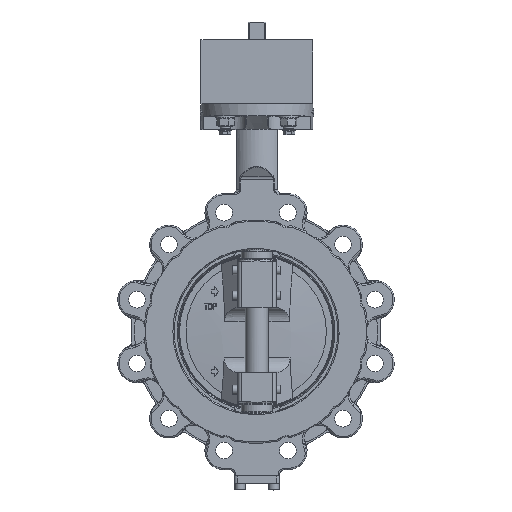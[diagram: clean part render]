
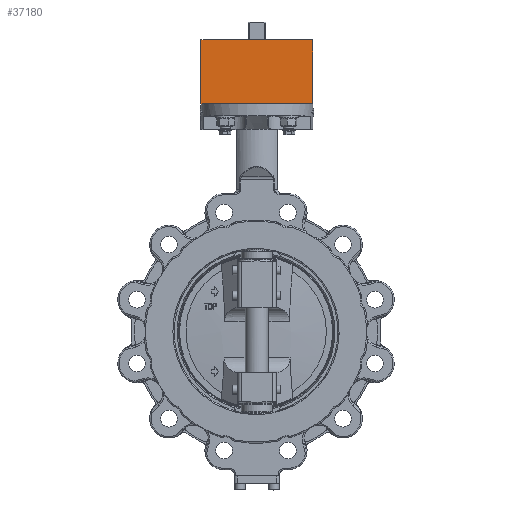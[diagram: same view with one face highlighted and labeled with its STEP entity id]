
A CAD part, top view. The second image highlights one B-rep face of the part: STEP entity #37180.
In plain terms, the highlighted planar face has unit normal (0, 0, 1).
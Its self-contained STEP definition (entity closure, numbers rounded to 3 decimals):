
#3575=LINE('',#68897,#5784);
#3580=LINE('',#68915,#5789);
#3589=LINE('',#68933,#5798);
#3590=LINE('',#68935,#5799);
#3591=LINE('',#68936,#5800);
#5784=VECTOR('',#50503,10.);
#5789=VECTOR('',#50520,10.);
#5798=VECTOR('',#50531,10.);
#5799=VECTOR('',#50532,10.);
#5800=VECTOR('',#50533,10.);
#9266=FACE_OUTER_BOUND('',#11860,.T.);
#11860=EDGE_LOOP('',(#32007,#32008,#32009,#32010,#32011));
#16821=VERTEX_POINT('',#66950);
#17244=VERTEX_POINT('',#68894);
#17245=VERTEX_POINT('',#68896);
#17252=VERTEX_POINT('',#68913);
#17261=VERTEX_POINT('',#68934);
#22261=EDGE_CURVE('',#17245,#17244,#3575,.T.);
#22271=EDGE_CURVE('',#17252,#17244,#3580,.T.);
#22280=EDGE_CURVE('',#17252,#16821,#3589,.T.);
#22281=EDGE_CURVE('',#16821,#17261,#3590,.T.);
#22282=EDGE_CURVE('',#17245,#17261,#3591,.T.);
#32007=ORIENTED_EDGE('',*,*,#22261,.T.);
#32008=ORIENTED_EDGE('',*,*,#22271,.F.);
#32009=ORIENTED_EDGE('',*,*,#22280,.T.);
#32010=ORIENTED_EDGE('',*,*,#22281,.T.);
#32011=ORIENTED_EDGE('',*,*,#22282,.F.);
#34080=PLANE('',#41006);
#37180=ADVANCED_FACE('',(#9266),#34080,.T.);
#41006=AXIS2_PLACEMENT_3D('',#68932,#50529,#50530);
#50503=DIRECTION('',(-1.,0.,0.));
#50520=DIRECTION('',(0.,1.,0.));
#50529=DIRECTION('center_axis',(0.,0.,
1.));
#50530=DIRECTION('ref_axis',(0.,1.,0.));
#50531=DIRECTION('',(1.,0.,0.));
#50532=DIRECTION('',(1.,0.,0.));
#50533=DIRECTION('',(0.,-1.,0.));
#66950=CARTESIAN_POINT('',(1.5,356.,87.5));
#68894=CARTESIAN_POINT('',(-86.,456.,87.5));
#68896=CARTESIAN_POINT('',(89.,456.,87.5));
#68897=CARTESIAN_POINT('',(89.,456.,87.5));
#68913=CARTESIAN_POINT('',(-86.,356.,87.5));
#68915=CARTESIAN_POINT('',(-86.,406.,87.5));
#68932=CARTESIAN_POINT('Origin',(89.,406.,87.5));
#68933=CARTESIAN_POINT('',(89.,356.,87.5));
#68934=CARTESIAN_POINT('',(89.,356.,87.5));
#68935=CARTESIAN_POINT('',(89.,356.,87.5));
#68936=CARTESIAN_POINT('',(89.,406.,87.5));
